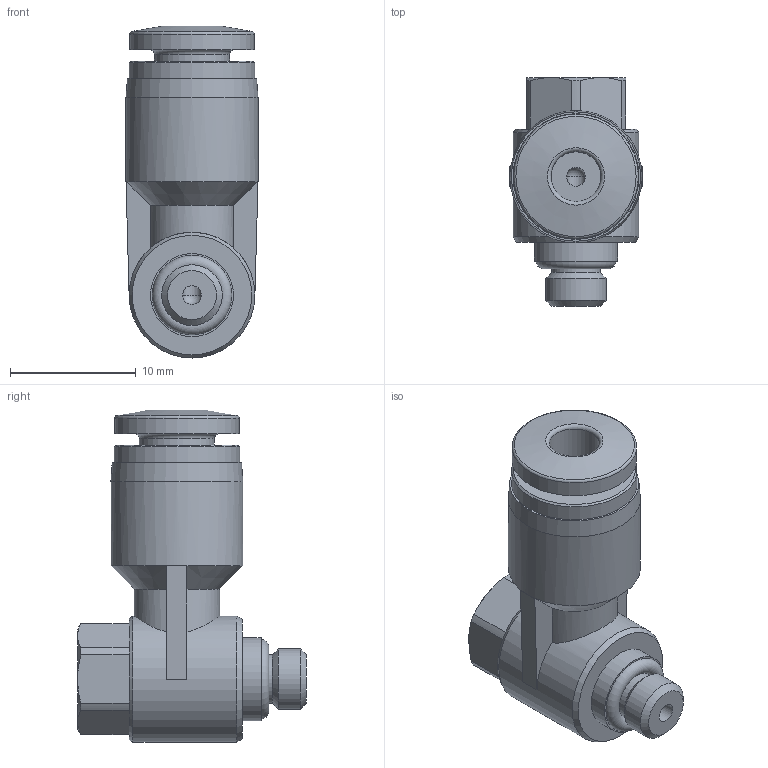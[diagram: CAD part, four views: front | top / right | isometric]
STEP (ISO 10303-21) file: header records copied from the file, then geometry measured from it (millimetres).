
FILE_DESCRIPTION(/* description */ ('STEP AP214'),/* implementation_level */ '2;1');
FILE_NAME(/* name */ '564728_QBLV-10-32-UNF-5_32-U',/* time_stamp */ '2024-09-14T03:19:33+02:00',/* author */ ('License CC BY-ND 4.0'),/* organization */ ('CADENAS'),/* preprocessor_version */ 'ST-DEVELOPER v19.3',/* originating_system */ 'PARTsolutions',/* authorisation */ ' ');
FILE_SCHEMA (('AUTOMOTIVE_DESIGN {1 0 10303 214 3 1 1}'));
Length unit declared in the file: millimetre
Products named in the file (1): 564728 QBLV-10-32-UNF-5/32-U
Bounding box: 10.5 x 18.2 x 26.4 mm (x, y, z)
Volume: 2034.2 mm3; surface area: 1573.8 mm2
Topology: 1 solids, 1 shells, 64 faces, 140 edges, 84 vertices
Faces by surface type: plane 25, cylinder 19, cone 15, torus 4, sphere 1
Full cylindrical faces by diameter (mm): 1.5 x2, 3.881 x1, 3.968 x1, 4.826 x1, 5.968 x1, 6.6 x1, 9.9 x1, 10 x2, 10.5 x1
Entity records: 2113 total; most frequent: CARTESIAN_POINT 326, DIRECTION 288, ORIENTED_EDGE 230, AXIS2_PLACEMENT_3D 126, EDGE_CURVE 115, EDGE_LOOP 95, FACE_BOUND 95, VERTEX_POINT 82
